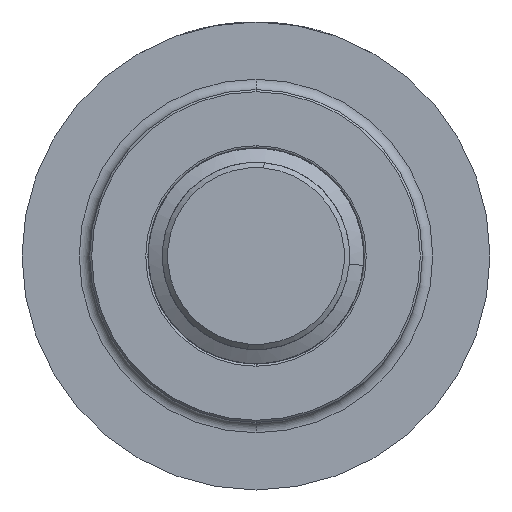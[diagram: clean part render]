
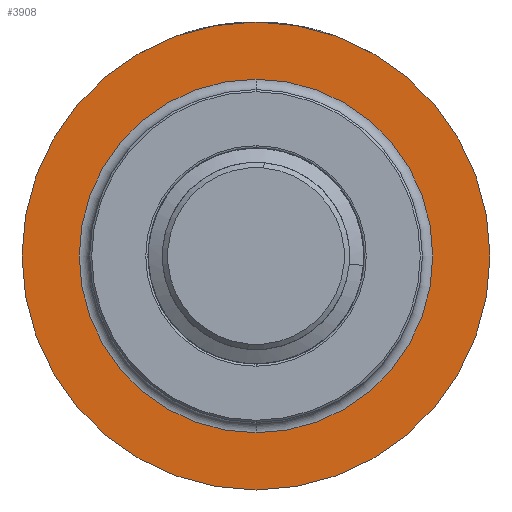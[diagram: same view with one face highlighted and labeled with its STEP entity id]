
A CAD part, front view. The second image highlights one B-rep face of the part: STEP entity #3908.
In plain terms, the highlighted planar face has unit normal (0, -1, 0).
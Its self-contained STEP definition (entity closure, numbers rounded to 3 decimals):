
#49 = EDGE_CURVE ( 'NONE', #1380, #6777, #5973, .T. ) ;
#251 = AXIS2_PLACEMENT_3D ( 'NONE', #1590, #302, #4051 ) ;
#302 = DIRECTION ( 'NONE',  ( 0., -1., 0. ) ) ;
#499 = CARTESIAN_POINT ( 'NONE',  ( 0., 1.42, 0. ) ) ;
#630 = VERTEX_POINT ( 'NONE', #1894 ) ;
#635 = ORIENTED_EDGE ( 'NONE', *, *, #3032, .F. ) ;
#814 = ORIENTED_EDGE ( 'NONE', *, *, #49, .F. ) ;
#822 = ORIENTED_EDGE ( 'NONE', *, *, #4983, .T. ) ;
#1126 = CARTESIAN_POINT ( 'NONE',  ( 0., 1.42, 0. ) ) ;
#1380 = VERTEX_POINT ( 'NONE', #7776 ) ;
#1590 = CARTESIAN_POINT ( 'NONE',  ( 0., 1.42, 0. ) ) ;
#1894 = CARTESIAN_POINT ( 'NONE',  ( 0., 1.42, 22.5 ) ) ;
#1910 = FACE_BOUND ( 'NONE', #6029, .T. ) ;
#2355 = DIRECTION ( 'NONE',  ( 0., 0., -1. ) ) ;
#2379 = DIRECTION ( 'NONE',  ( 0., -1., 0. ) ) ;
#2610 = DIRECTION ( 'NONE',  ( 0., 0., -1. ) ) ;
#3032 = EDGE_CURVE ( 'NONE', #6777, #1380, #6275, .T. ) ;
#3521 = AXIS2_PLACEMENT_3D ( 'NONE', #499, #2379, #2355 ) ;
#3621 = AXIS2_PLACEMENT_3D ( 'NONE', #5159, #5684, #2610 ) ;
#3908 = ADVANCED_FACE ( 'NONE', ( #7029, #1910 ), #6898, .T. ) ;
#4051 = DIRECTION ( 'NONE',  ( 0., 0., -1. ) ) ;
#4108 = EDGE_LOOP ( 'NONE', ( #822, #7534 ) ) ;
#4240 = CIRCLE ( 'NONE', #3521, 22.5 ) ;
#4486 = DIRECTION ( 'NONE',  ( 0., 0., -1. ) ) ;
#4768 = DIRECTION ( 'NONE',  ( 0., 0., -1. ) ) ;
#4983 = EDGE_CURVE ( 'NONE', #6462, #630, #5991, .T. ) ;
#5096 = CARTESIAN_POINT ( 'NONE',  ( 0., 1.42, -17. ) ) ;
#5145 = AXIS2_PLACEMENT_3D ( 'NONE', #1126, #6023, #4768 ) ;
#5159 = CARTESIAN_POINT ( 'NONE',  ( 17., 1.42, 0. ) ) ;
#5684 = DIRECTION ( 'NONE',  ( 0., -1., 0. ) ) ;
#5857 = EDGE_CURVE ( 'NONE', #630, #6462, #4240, .T. ) ;
#5973 = CIRCLE ( 'NONE', #251, 17. ) ;
#5991 = CIRCLE ( 'NONE', #7744, 22.5 ) ;
#6023 = DIRECTION ( 'NONE',  ( 0., -1., 0. ) ) ;
#6029 = EDGE_LOOP ( 'NONE', ( #635, #814 ) ) ;
#6057 = CARTESIAN_POINT ( 'NONE',  ( 0., 1.42, -22.5 ) ) ;
#6275 = CIRCLE ( 'NONE', #5145, 17. ) ;
#6338 = DIRECTION ( 'NONE',  ( 0., -1., 0. ) ) ;
#6462 = VERTEX_POINT ( 'NONE', #6057 ) ;
#6777 = VERTEX_POINT ( 'NONE', #5096 ) ;
#6898 = PLANE ( 'NONE',  #3621 ) ;
#7029 = FACE_OUTER_BOUND ( 'NONE', #4108, .T. ) ;
#7534 = ORIENTED_EDGE ( 'NONE', *, *, #5857, .T. ) ;
#7610 = CARTESIAN_POINT ( 'NONE',  ( 0., 1.42, 0. ) ) ;
#7744 = AXIS2_PLACEMENT_3D ( 'NONE', #7610, #6338, #4486 ) ;
#7776 = CARTESIAN_POINT ( 'NONE',  ( 0., 1.42, 17. ) ) ;
